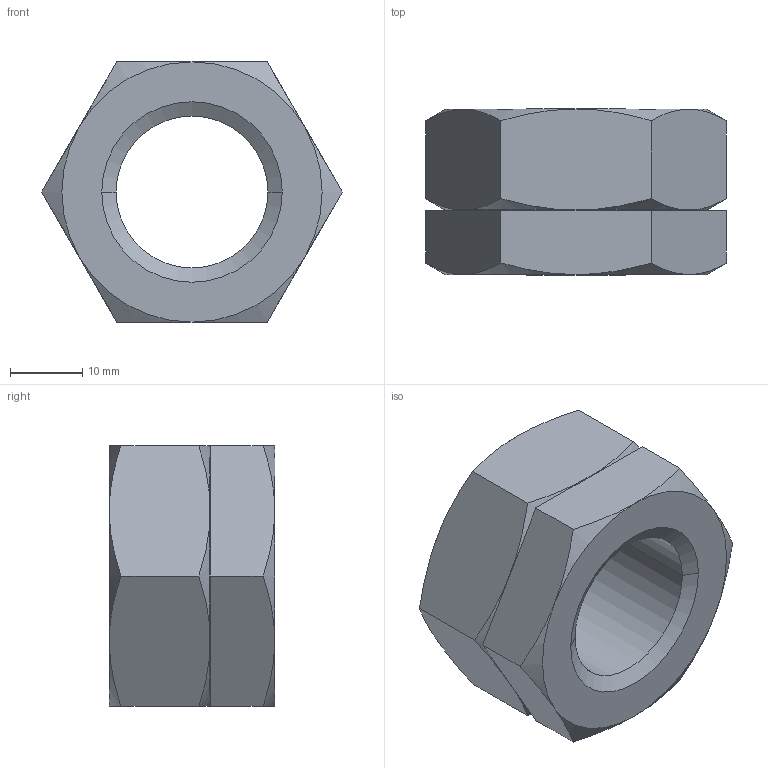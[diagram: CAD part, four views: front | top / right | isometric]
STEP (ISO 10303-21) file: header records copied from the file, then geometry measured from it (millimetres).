
FILE_DESCRIPTION((''),'2;1');
FILE_NAME('0RTHN024_____0','2019-10-29T14:20:31',('kim.bk'),(''),'CREO PARAMETRIC BY PTC INC, 2019010','CREO PARAMETRIC BY PTC INC, 2019010','');
FILE_SCHEMA(('CONFIG_CONTROL_DESIGN'));
Length unit declared in the file: millimetre
Products named in the file (1): 0RTHN024_____0
Bounding box: 41.57 x 22.9 x 36 mm (x, y, z)
Volume: 17370.3 mm3; surface area: 8192.6 mm2
Topology: 2 solids, 2 shells, 296 faces, 806 edges, 532 vertices
Faces by surface type: plane 266, cone 26, cylinder 4
Entity records: 9360 total; most frequent: CARTESIAN_POINT 1862, ORIENTED_EDGE 1612, DIRECTION 1400, EDGE_CURVE 806, VECTOR 732, LINE 732, VERTEX_POINT 532, AXIS2_PLACEMENT_3D 334
